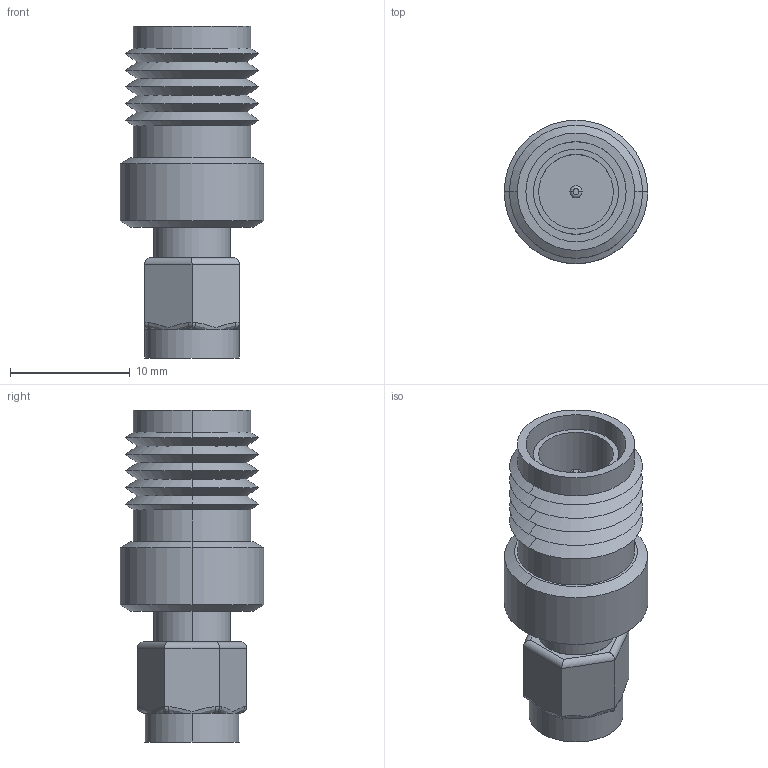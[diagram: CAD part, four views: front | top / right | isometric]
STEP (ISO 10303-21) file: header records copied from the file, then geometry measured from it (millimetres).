
FILE_DESCRIPTION (( 'STEP AP214' ), '1' );
FILE_NAME ('FMAD10054_3D.step', '2025-02-24T20:23:44', ( '' ), ( '' ), 'SwSTEP 2.0', 'SolidWorks 2022', '' );
FILE_SCHEMA (( 'AUTOMOTIVE_DESIGN' ));
Length unit declared in the file: inch
Products named in the file (4): FMAD10054_3D; PE910064-MA3^FMAD10054; PE910064-ma4^FMAD10054; PE910064-MA2^FMAD10054
Assembly tree (3 placements, depth 2):
  FMAD10054_3D
    PE910064-MA2^FMAD10054
    PE910064-MA3^FMAD10054
    PE910064-ma4^FMAD10054
Bounding box: 12 x 12 x 27.75 mm (x, y, z)
Volume: 1452.4 mm3; surface area: 2305.1 mm2
Topology: 3 solids, 3 shells, 138 faces, 304 edges, 184 vertices
Faces by surface type: cylinder 56, plane 42, cone 32, bspline 6, torus 2
Entity records: 4771 total; most frequent: CARTESIAN_POINT 1208, DIRECTION 680, ORIENTED_EDGE 608, EDGE_CURVE 304, AXIS2_PLACEMENT_3D 276, VERTEX_POINT 184, EDGE_LOOP 152, ADVANCED_FACE 138
